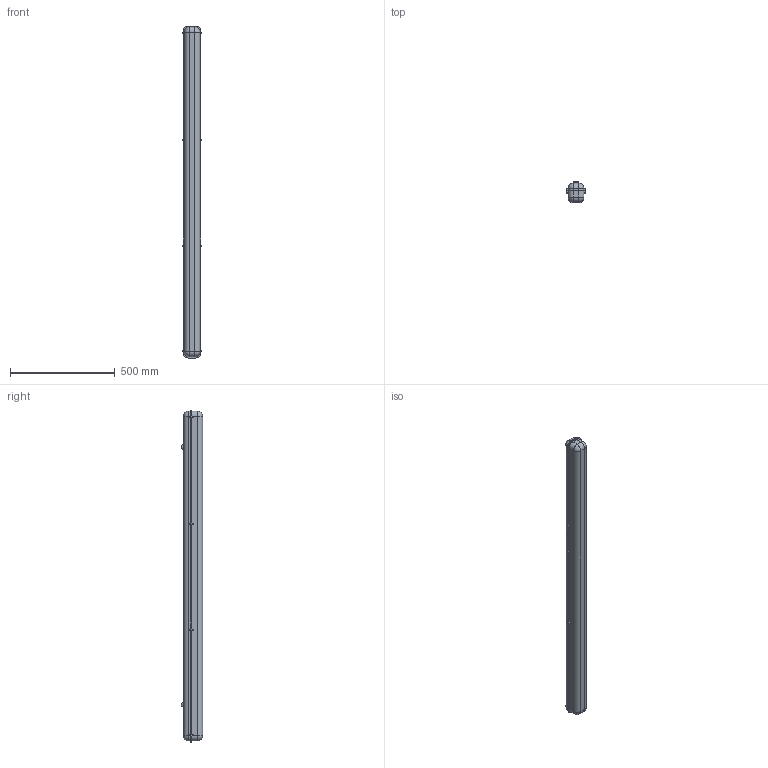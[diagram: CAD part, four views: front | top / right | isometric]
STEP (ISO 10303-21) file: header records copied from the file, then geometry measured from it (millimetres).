
FILE_DESCRIPTION (( 'STEP AP214' ), '1' );
FILE_NAME ('NORTH 1500 TH.STEP', '2018-07-20T09:59:49', ( '' ), ( '' ), 'SwSTEP 2.0', 'SolidWorks 2013', '' );
FILE_SCHEMA (( 'AUTOMOTIVE_DESIGN' ));
Length unit declared in the file: millimetre
Products named in the file (3): 2222; 1111; NORTH 1500 TH
Assembly tree (2 placements, depth 2):
  NORTH 1500 TH
    1111
    2222
Bounding box: 88 x 101.29 x 1587 mm (x, y, z)
Volume: 1018367.2 mm3; surface area: 1002564.7 mm2
Topology: 3 solids, 3 shells, 148 faces, 364 edges, 216 vertices
Faces by surface type: plane 84, cylinder 44, sphere 16, bspline 2, torus 2
Entity records: 6323 total; most frequent: CARTESIAN_POINT 1105, DIRECTION 742, ORIENTED_EDGE 696, EDGE_CURVE 348, LINE 248, VECTOR 248, AXIS2_PLACEMENT_3D 247, VERTEX_POINT 216
